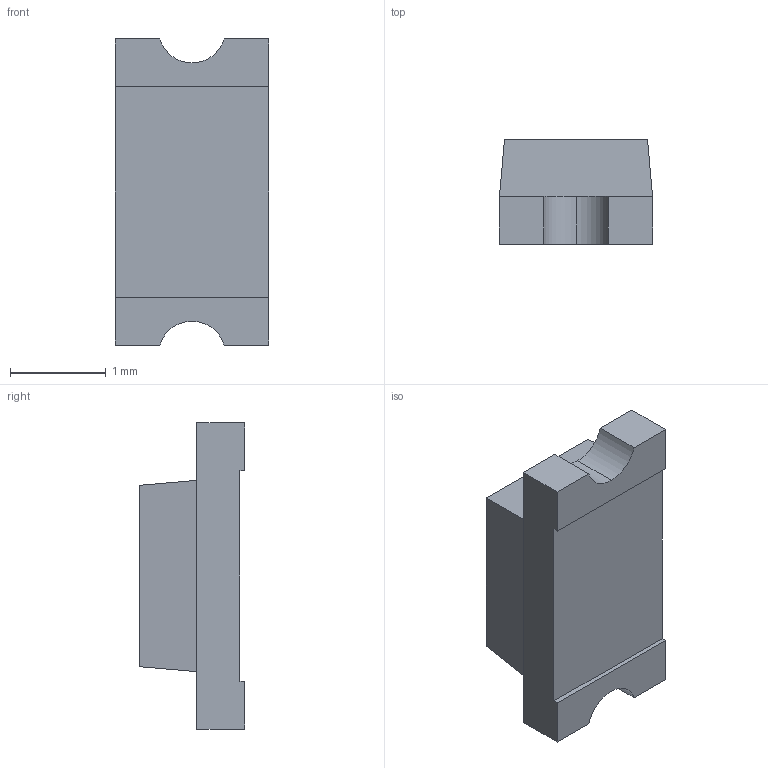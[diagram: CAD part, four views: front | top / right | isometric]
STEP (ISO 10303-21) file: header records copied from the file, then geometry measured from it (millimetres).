
FILE_DESCRIPTION(('FreeCAD Model'),'2;1');
FILE_NAME('LED_1206_yellow.step','2018-02-17T12:07:43',('Author'),(''), 'Open CASCADE STEP processor 6.8','FreeCAD','Unknown');
FILE_SCHEMA(('AUTOMOTIVE_DESIGN_CC2 { 1 2 10303 214 -1 1 5 4 }'));
Length unit declared in the file: millimetre
Products named in the file (3): ASSEMBLY; User_Library-LED_1206_BLUE; User_Library-LED_1206_BLUE001
Assembly tree (2 placements, depth 2):
  ASSEMBLY
    User_Library-LED_1206_BLUE
    User_Library-LED_1206_BLUE001
Bounding box: 1.6 x 1.1 x 3.2 mm (x, y, z)
Volume: 4.1 mm3; surface area: 25.4 mm2
Topology: 2 solids, 2 shells, 44 faces, 111 edges, 74 vertices
Faces by surface type: plane 41, cylinder 3
Entity records: 1367 total; most frequent: CARTESIAN_POINT 232, ORIENTED_EDGE 222, DIRECTION 211, EDGE_CURVE 111, LINE 105, VECTOR 105, VERTEX_POINT 74, AXIS2_PLACEMENT_3D 53
